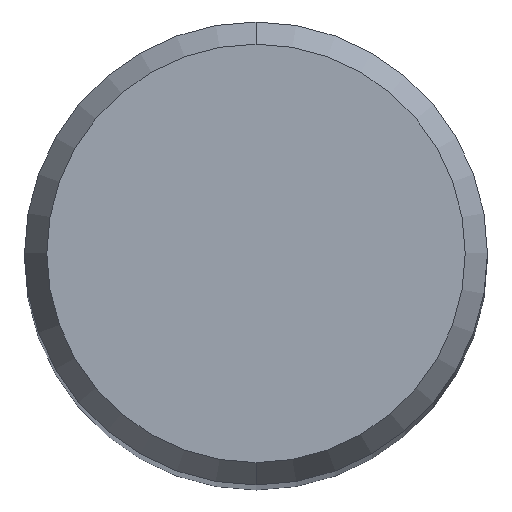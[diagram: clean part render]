
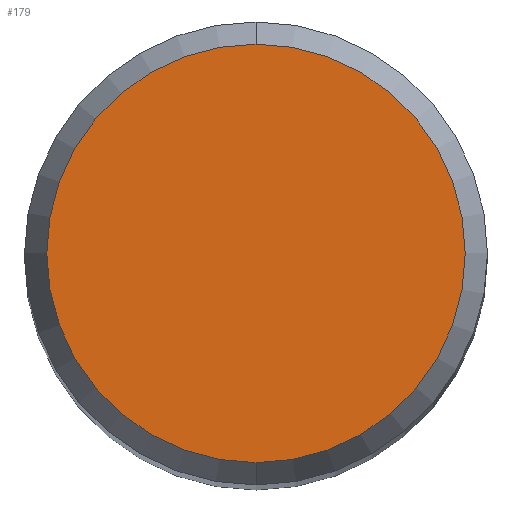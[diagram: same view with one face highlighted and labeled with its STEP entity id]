
A CAD part, top view. The second image highlights one B-rep face of the part: STEP entity #179.
In plain terms, the highlighted planar face has unit normal (0, 0, 1).
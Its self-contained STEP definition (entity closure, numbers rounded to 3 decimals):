
#115=VERTEX_POINT('',#270);
#147=EDGE_CURVE('',#223,#115,#304,.T.);
#179=ADVANCED_FACE('',(#339),#340,.T.);
#191=EDGE_CURVE('',#115,#223,#353,.T.);
#223=VERTEX_POINT('',#390);
#270=CARTESIAN_POINT('',(0.,-2.158,0.));
#304=CIRCLE('',#478,2.158);
#339=FACE_OUTER_BOUND('',#527,.T.);
#340=PLANE('',#528);
#353=CIRCLE('',#545,2.158);
#390=CARTESIAN_POINT('',(0.0,2.158,0.));
#478=AXIS2_PLACEMENT_3D('',#669,#670,#671);
#527=EDGE_LOOP('',(#709,#710));
#528=AXIS2_PLACEMENT_3D('',#711,#712,#713);
#545=AXIS2_PLACEMENT_3D('',#731,#732,#733);
#669=CARTESIAN_POINT('',(0.0,0.0,0.));
#670=DIRECTION('',(0.0,0.0,-1.0));
#671=DIRECTION('',(0.0,1.0,0.0));
#709=ORIENTED_EDGE('',*,*,#147,.F.);
#710=ORIENTED_EDGE('',*,*,#191,.F.);
#711=CARTESIAN_POINT('',(0.0,1.079,0.));
#712=DIRECTION('',(-0.0,0.0,1.0));
#713=DIRECTION('',(0.0,-1.0,0.0));
#731=CARTESIAN_POINT('',(0.0,0.0,0.));
#732=DIRECTION('',(0.0,0.0,-1.0));
#733=DIRECTION('',(0.0,1.0,0.0));
